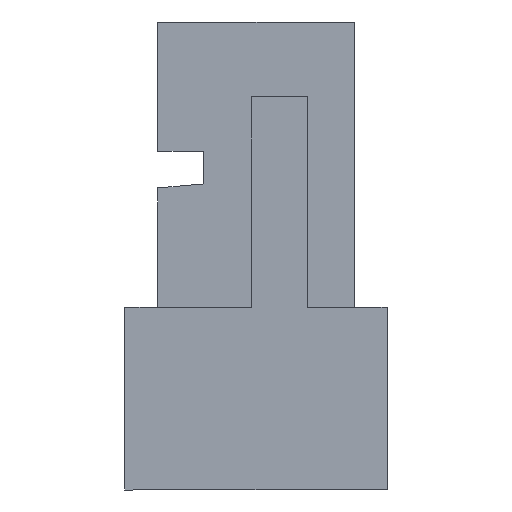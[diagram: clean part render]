
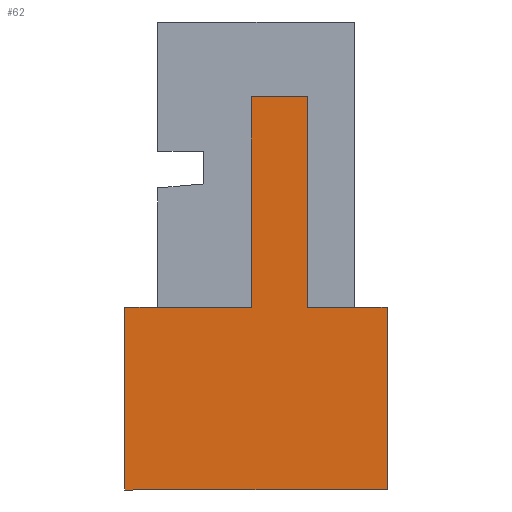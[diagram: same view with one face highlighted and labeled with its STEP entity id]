
A CAD part, left-side view. The second image highlights one B-rep face of the part: STEP entity #62.
In plain terms, the highlighted planar face has unit normal (-1, 0, 0).
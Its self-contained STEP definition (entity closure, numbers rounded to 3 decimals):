
#51 = EDGE_CURVE ( 'NONE', #67, #134, #1605, .T. ) ;
#54 = EDGE_LOOP ( 'NONE', ( #76, #75, #63, #59, #69, #129, #132, #135 ) ) ;
#59 = ORIENTED_EDGE ( 'NONE', *, *, #60, .T. ) ;
#60 = EDGE_CURVE ( 'NONE', #65, #68, #1629, .T. ) ;
#61 = EDGE_CURVE ( 'NONE', #72, #66, #1624, .T. ) ;
#62 = ADVANCED_FACE ( 'NONE', ( #1620 ), #1670, .F. ) ;
#63 = ORIENTED_EDGE ( 'NONE', *, *, #64, .T. ) ;
#64 = EDGE_CURVE ( 'NONE', #66, #65, #1665, .T. ) ;
#65 = VERTEX_POINT ( 'NONE', #1661 ) ;
#66 = VERTEX_POINT ( 'NONE', #1660 ) ;
#67 = VERTEX_POINT ( 'NONE', #1659 ) ;
#68 = VERTEX_POINT ( 'NONE', #1658 ) ;
#69 = ORIENTED_EDGE ( 'NONE', *, *, #70, .F. ) ;
#70 = EDGE_CURVE ( 'NONE', #71, #68, #1657, .T. ) ;
#71 = VERTEX_POINT ( 'NONE', #1653 ) ;
#72 = VERTEX_POINT ( 'NONE', #1652 ) ;
#73 = EDGE_CURVE ( 'NONE', #72, #67, #1650, .T. ) ;
#75 = ORIENTED_EDGE ( 'NONE', *, *, #61, .T. ) ;
#76 = ORIENTED_EDGE ( 'NONE', *, *, #73, .F. ) ;
#129 = ORIENTED_EDGE ( 'NONE', *, *, #130, .F. ) ;
#130 = EDGE_CURVE ( 'NONE', #131, #71, #1806, .T. ) ;
#131 = VERTEX_POINT ( 'NONE', #1802 ) ;
#132 = ORIENTED_EDGE ( 'NONE', *, *, #133, .F. ) ;
#133 = EDGE_CURVE ( 'NONE', #134, #131, #1801, .T. ) ;
#134 = VERTEX_POINT ( 'NONE', #1797 ) ;
#135 = ORIENTED_EDGE ( 'NONE', *, *, #51, .F. ) ;
#1602 = DIRECTION ( 'NONE',  ( 0., 0., -1. ) ) ;
#1603 = VECTOR ( 'NONE', #1602, 1000. ) ;
#1604 = CARTESIAN_POINT ( 'NONE',  ( -6., -3.9, -1.1 ) ) ;
#1605 = LINE ( 'NONE', #1604, #1603 ) ;
#1620 = FACE_OUTER_BOUND ( 'NONE', #54, .T. ) ;
#1621 = DIRECTION ( 'NONE',  ( 0., 0., 1. ) ) ;
#1622 = VECTOR ( 'NONE', #1621, 1000. ) ;
#1623 = CARTESIAN_POINT ( 'NONE',  ( -6., -3.05, 0.85 ) ) ;
#1624 = LINE ( 'NONE', #1623, #1622 ) ;
#1626 = DIRECTION ( 'NONE',  ( 0., 0., -1. ) ) ;
#1627 = VECTOR ( 'NONE', #1626, 1000. ) ;
#1628 = CARTESIAN_POINT ( 'NONE',  ( -6., -2.45, 3.1 ) ) ;
#1629 = LINE ( 'NONE', #1628, #1627 ) ;
#1647 = DIRECTION ( 'NONE',  ( 0., -1., 0. ) ) ;
#1648 = VECTOR ( 'NONE', #1647, 1000. ) ;
#1649 = CARTESIAN_POINT ( 'NONE',  ( -6., -3.9, 0.85 ) ) ;
#1650 = LINE ( 'NONE', #1649, #1648 ) ;
#1652 = CARTESIAN_POINT ( 'NONE',  ( -6., -3.05, 0.85 ) ) ;
#1653 = CARTESIAN_POINT ( 'NONE',  ( -6., -1.1, 0.85 ) ) ;
#1654 = DIRECTION ( 'NONE',  ( 0., -1., 0. ) ) ;
#1655 = VECTOR ( 'NONE', #1654, 1000. ) ;
#1656 = CARTESIAN_POINT ( 'NONE',  ( -6., -1.45, 0.85 ) ) ;
#1657 = LINE ( 'NONE', #1656, #1655 ) ;
#1658 = CARTESIAN_POINT ( 'NONE',  ( -6., -2.45, 0.85 ) ) ;
#1659 = CARTESIAN_POINT ( 'NONE',  ( -6., -3.9, 0.85 ) ) ;
#1660 = CARTESIAN_POINT ( 'NONE',  ( -6., -3.05, 3.1 ) ) ;
#1661 = CARTESIAN_POINT ( 'NONE',  ( -6., -2.45, 3.1 ) ) ;
#1662 = DIRECTION ( 'NONE',  ( 0., 1., 0. ) ) ;
#1663 = VECTOR ( 'NONE', #1662, 1000. ) ;
#1664 = CARTESIAN_POINT ( 'NONE',  ( -6., -3.05, 3.1 ) ) ;
#1665 = LINE ( 'NONE', #1664, #1663 ) ;
#1666 = DIRECTION ( 'NONE',  ( 0., -1., 0. ) ) ;
#1667 = DIRECTION ( 'NONE',  ( 1., 0., 0. ) ) ;
#1668 = CARTESIAN_POINT ( 'NONE',  ( -6., -1.94, -1.1 ) ) ;
#1669 = AXIS2_PLACEMENT_3D ( 'NONE', #1668, #1667, #1666 ) ;
#1670 = PLANE ( 'NONE',  #1669 ) ;
#1797 = CARTESIAN_POINT ( 'NONE',  ( -6., -3.9, -1.1 ) ) ;
#1798 = DIRECTION ( 'NONE',  ( 0., 1., 0. ) ) ;
#1799 = VECTOR ( 'NONE', #1798, 1000. ) ;
#1800 = CARTESIAN_POINT ( 'NONE',  ( -6., -1.1, -1.1 ) ) ;
#1801 = LINE ( 'NONE', #1800, #1799 ) ;
#1802 = CARTESIAN_POINT ( 'NONE',  ( -6., -1.1, -1.1 ) ) ;
#1803 = DIRECTION ( 'NONE',  ( 0., 0., 1. ) ) ;
#1804 = VECTOR ( 'NONE', #1803, 1000. ) ;
#1805 = CARTESIAN_POINT ( 'NONE',  ( -6., -1.1, 0.85 ) ) ;
#1806 = LINE ( 'NONE', #1805, #1804 ) ;
